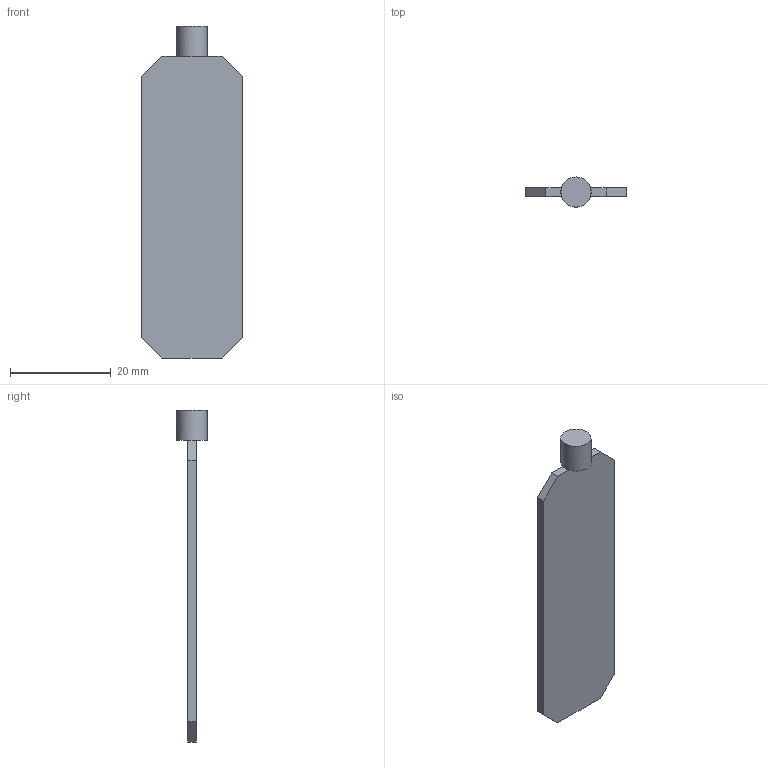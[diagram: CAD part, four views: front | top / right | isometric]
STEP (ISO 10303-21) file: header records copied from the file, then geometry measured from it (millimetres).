
FILE_DESCRIPTION(/* description */ (''),/* implementation_level */ '2;1');
FILE_NAME(/* name */ 'YARD Stick One v1.stp',/* time_stamp */ '2016-10-05T23:31:26-04:00',/* author */ (''),/* organization */ (''),/* preprocessor_version */ 'ST-DEVELOPER v16.5',/* originating_system */ 'Autodesk Translation Framework v5.1.0.3141',/* authorisation */ '');
FILE_SCHEMA (('AUTOMOTIVE_DESIGN { 1 0 10303 214 3 1 1 }'));
Length unit declared in the file: centimetre
Products named in the file (1): YARD Stick One v1
Bounding box: 20 x 6 x 66 mm (x, y, z)
Volume: 2155.2 mm3; surface area: 2741.6 mm2
Topology: 1 solids, 1 shells, 15 faces, 35 edges, 22 vertices
Faces by surface type: plane 14, cylinder 1
Full cylindrical faces by diameter (mm): 6 x1
Entity records: 440 total; most frequent: DIRECTION 70, CARTESIAN_POINT 70, ORIENTED_EDGE 66, EDGE_CURVE 33, LINE 28, VECTOR 28, VERTEX_POINT 21, AXIS2_PLACEMENT_3D 21
